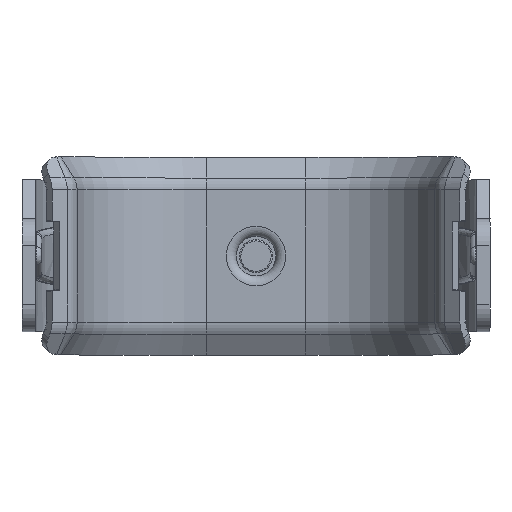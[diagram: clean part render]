
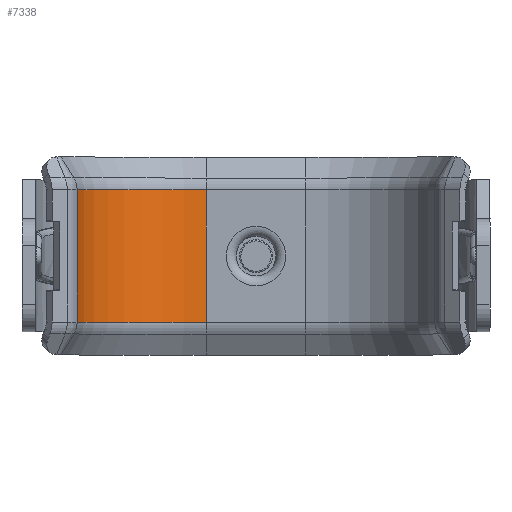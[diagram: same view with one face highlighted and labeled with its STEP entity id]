
A CAD part, top view. The second image highlights one B-rep face of the part: STEP entity #7338.
In plain terms, the highlighted cylindrical face has radius 20.13 mm (diameter 40.261 mm), a partial arc.
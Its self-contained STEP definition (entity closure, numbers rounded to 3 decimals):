
#740=FACE_OUTER_BOUND('',#1210,.T.);
#1210=EDGE_LOOP('',(#5134,#5135,#5136,#5137));
#1685=LINE('',#10691,#2186);
#1710=LINE('',#10812,#2211);
#2186=VECTOR('',#8717,10.);
#2211=VECTOR('',#8840,10.);
#2701=CIRCLE('',#7946,20.13);
#2702=CIRCLE('',#7948,20.13);
#3065=VERTEX_POINT('',#10688);
#3066=VERTEX_POINT('',#10690);
#3094=VERTEX_POINT('',#10807);
#3095=VERTEX_POINT('',#10811);
#3785=EDGE_CURVE('',#3066,#3065,#1685,.T.);
#3837=EDGE_CURVE('',#3095,#3094,#1710,.T.);
#3860=EDGE_CURVE('',#3065,#3094,#2701,.T.);
#3861=EDGE_CURVE('',#3066,#3095,#2702,.T.);
#5134=ORIENTED_EDGE('',*,*,#3785,.T.);
#5135=ORIENTED_EDGE('',*,*,#3860,.T.);
#5136=ORIENTED_EDGE('',*,*,#3837,.F.);
#5137=ORIENTED_EDGE('',*,*,#3861,.F.);
#7182=CYLINDRICAL_SURFACE('',#7947,20.13);
#7338=ADVANCED_FACE('',(#740),#7182,.F.);
#7946=AXIS2_PLACEMENT_3D('',#10872,#8896,#8897);
#7947=AXIS2_PLACEMENT_3D('',#10873,#8898,#8899);
#7948=AXIS2_PLACEMENT_3D('',#10874,#8900,#8901);
#8717=DIRECTION('',(-1.,0.,0.));
#8840=DIRECTION('',(-1.,0.,0.));
#8896=DIRECTION('center_axis',(-1.,0.,0.));
#8897=DIRECTION('ref_axis',(0.,0.766,-0.643));
#8898=DIRECTION('center_axis',(-1.,0.,0.));
#8899=DIRECTION('ref_axis',(0.,0.452,0.892));
#8900=DIRECTION('center_axis',(-1.,0.,0.));
#8901=DIRECTION('ref_axis',(0.,0.766,-0.643));
#10688=CARTESIAN_POINT('',(-25.025,-11.923,-42.212));
#10690=CARTESIAN_POINT('',(-4.975,-11.923,-42.212));
#10691=CARTESIAN_POINT('',(-25.025,-11.923,-42.212));
#10807=CARTESIAN_POINT('',(-25.025,-36.445,-47.228));
#10811=CARTESIAN_POINT('',(-4.975,-36.445,-47.228));
#10812=CARTESIAN_POINT('',(-25.025,-36.445,-47.228));
#10872=CARTESIAN_POINT('Origin',(-25.025,-27.343,-29.272));
#10873=CARTESIAN_POINT('Origin',(-15.,-27.343,-29.272));
#10874=CARTESIAN_POINT('Origin',(-4.975,-27.343,-29.272));
